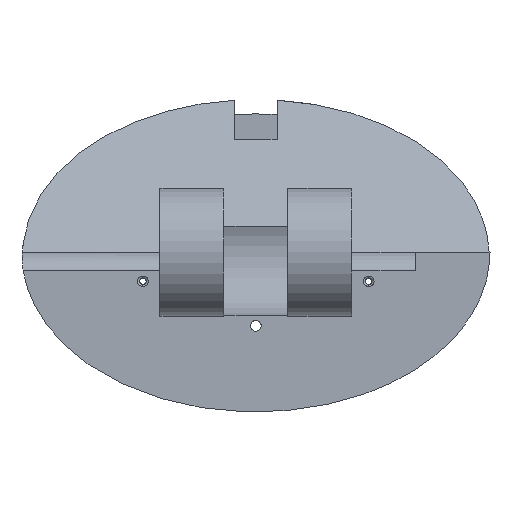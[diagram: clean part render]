
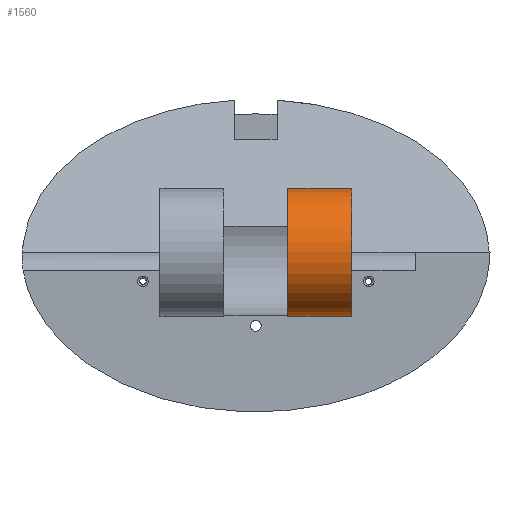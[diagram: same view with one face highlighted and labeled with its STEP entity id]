
A CAD part, front view. The second image highlights one B-rep face of the part: STEP entity #1560.
In plain terms, the highlighted cylindrical face has radius 3 mm (diameter 6 mm), a partial arc.
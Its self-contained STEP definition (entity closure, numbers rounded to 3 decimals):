
#101 = EDGE_CURVE ( 'NONE', #2527, #1449, #753, .T. ) ;
#282 = DIRECTION ( 'NONE',  ( 0., 0., -1. ) ) ;
#612 = EDGE_LOOP ( 'NONE', ( #2618, #2043, #2070, #1783 ) ) ;
#614 = CARTESIAN_POINT ( 'NONE',  ( 1.498, -17.356, 3.344 ) ) ;
#705 = VECTOR ( 'NONE', #933, 1000. ) ;
#753 = CIRCLE ( 'NONE', #2482, 3. ) ;
#820 = CARTESIAN_POINT ( 'NONE',  ( 4.498, -17.356, 0.344 ) ) ;
#933 = DIRECTION ( 'NONE',  ( -1., 0., 0. ) ) ;
#1236 = DIRECTION ( 'NONE',  ( 1., 0., 0. ) ) ;
#1237 = DIRECTION ( 'NONE',  ( 0., 0., 1. ) ) ;
#1334 = EDGE_CURVE ( 'NONE', #1449, #2269, #1619, .T. ) ;
#1387 = CARTESIAN_POINT ( 'NONE',  ( 1.498, -17.356, -2.656 ) ) ;
#1433 = CARTESIAN_POINT ( 'NONE',  ( 4.498, -17.356, 0.344 ) ) ;
#1449 = VERTEX_POINT ( 'NONE', #1921 ) ;
#1454 = AXIS2_PLACEMENT_3D ( 'NONE', #2644, #2865, #1639 ) ;
#1475 = CYLINDRICAL_SURFACE ( 'NONE', #1581, 3. ) ;
#1487 = CARTESIAN_POINT ( 'NONE',  ( 4.498, -17.356, 3.344 ) ) ;
#1500 = CIRCLE ( 'NONE', #1454, 3. ) ;
#1534 = DIRECTION ( 'NONE',  ( -1., 0., 0. ) ) ;
#1560 = ADVANCED_FACE ( 'NONE', ( #1687 ), #1475, .T. ) ;
#1581 = AXIS2_PLACEMENT_3D ( 'NONE', #820, #2168, #1237 ) ;
#1619 = LINE ( 'NONE', #1675, #705 ) ;
#1639 = DIRECTION ( 'NONE',  ( 0., 0., -1. ) ) ;
#1675 = CARTESIAN_POINT ( 'NONE',  ( 4.498, -17.356, -2.656 ) ) ;
#1687 = FACE_OUTER_BOUND ( 'NONE', #612, .T. ) ;
#1783 = ORIENTED_EDGE ( 'NONE', *, *, #2776, .T. ) ;
#1921 = CARTESIAN_POINT ( 'NONE',  ( 4.498, -17.356, -2.656 ) ) ;
#2043 = ORIENTED_EDGE ( 'NONE', *, *, #101, .F. ) ;
#2070 = ORIENTED_EDGE ( 'NONE', *, *, #2573, .T. ) ;
#2168 = DIRECTION ( 'NONE',  ( -1., 0., 0. ) ) ;
#2269 = VERTEX_POINT ( 'NONE', #1387 ) ;
#2436 = LINE ( 'NONE', #2963, #2652 ) ;
#2482 = AXIS2_PLACEMENT_3D ( 'NONE', #1433, #1236, #282 ) ;
#2527 = VERTEX_POINT ( 'NONE', #1487 ) ;
#2573 = EDGE_CURVE ( 'NONE', #2527, #3026, #2436, .T. ) ;
#2618 = ORIENTED_EDGE ( 'NONE', *, *, #1334, .F. ) ;
#2644 = CARTESIAN_POINT ( 'NONE',  ( 1.498, -17.356, 0.344 ) ) ;
#2652 = VECTOR ( 'NONE', #1534, 1000. ) ;
#2776 = EDGE_CURVE ( 'NONE', #3026, #2269, #1500, .T. ) ;
#2865 = DIRECTION ( 'NONE',  ( 1., 0., 0. ) ) ;
#2963 = CARTESIAN_POINT ( 'NONE',  ( 4.498, -17.356, 3.344 ) ) ;
#3026 = VERTEX_POINT ( 'NONE', #614 ) ;
